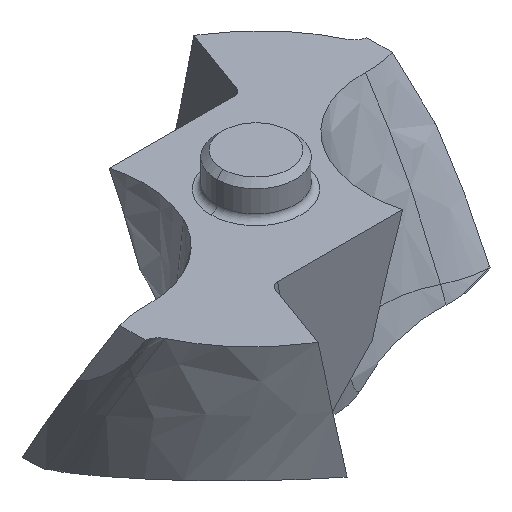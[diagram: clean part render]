
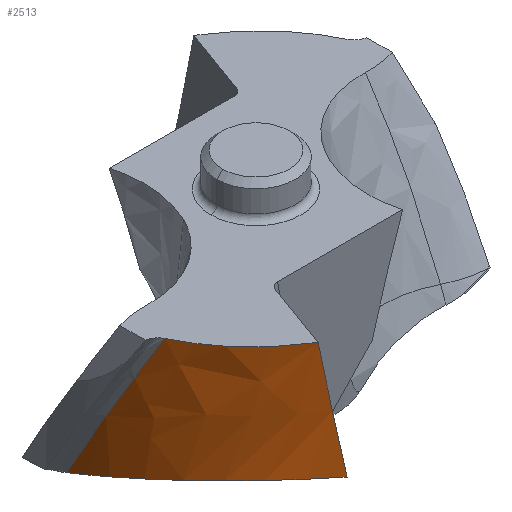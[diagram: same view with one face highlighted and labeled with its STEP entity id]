
A CAD part, isometric view. The second image highlights one B-rep face of the part: STEP entity #2513.
In plain terms, the highlighted free-form (B-spline) face has degree [3, 3] with [7, 5] control points.
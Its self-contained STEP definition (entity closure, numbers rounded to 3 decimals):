
#218=CARTESIAN_POINT('',(-2.57,-4.136,
0.));
#219=CARTESIAN_POINT('',(-2.885,-3.946,
0.));
#220=CARTESIAN_POINT('',(-3.622,-3.379,
0.));
#221=CARTESIAN_POINT('',(-4.172,-2.62,
0.));
#222=CARTESIAN_POINT('',(-4.415,-2.122,
0.));
#962=CARTESIAN_POINT('',(-4.899,-0.125,
-3.683));
#994=CARTESIAN_POINT('',(-2.085,-4.381,
-3.059));
#995=CARTESIAN_POINT('',(-2.239,-4.309,
-3.031));
#996=CARTESIAN_POINT('',(-2.536,-4.151,
-2.983));
#997=CARTESIAN_POINT('',(-2.948,-3.879,
-2.939));
#998=CARTESIAN_POINT('',(-3.323,-3.572,
-2.921));
#999=CARTESIAN_POINT('',(-3.663,-3.234,
-2.929));
#1000=CARTESIAN_POINT('',(-3.971,-2.858,
-2.962));
#1001=CARTESIAN_POINT('',(-4.243,-2.45,
-3.021));
#1002=CARTESIAN_POINT('',(-4.48,-1.995,
-3.111));
#1003=CARTESIAN_POINT('',(-4.647,-1.571,
-3.215));
#1004=CARTESIAN_POINT('',(-4.778,-1.123,
-3.34));
#1005=CARTESIAN_POINT('',(-4.867,-0.643,
-3.494));
#1006=CARTESIAN_POINT('',(-4.895,-0.301,
-3.616));
#1007=CARTESIAN_POINT('',(-4.899,-0.125,
-3.683));
#1012=CARTESIAN_POINT('',(-4.899,-0.125,
-3.683));
#1013=CARTESIAN_POINT('',(-4.892,-0.512,
-2.966));
#1014=CARTESIAN_POINT('',(-4.794,-1.189,
-1.738));
#1015=CARTESIAN_POINT('',(-4.544,-1.853,
-0.511));
#1016=CARTESIAN_POINT('',(-4.415,-2.122,
0.));
#1021=CARTESIAN_POINT('',(-2.57,-4.136,
0.));
#1022=CARTESIAN_POINT('',(-2.541,-4.146,
-0.171));
#1023=CARTESIAN_POINT('',(-2.486,-4.164,
-0.5));
#1024=CARTESIAN_POINT('',(-2.409,-4.193,
-0.967));
#1025=CARTESIAN_POINT('',(-2.344,-4.22,
-1.366));
#1026=CARTESIAN_POINT('',(-2.275,-4.253,
-1.799));
#1027=CARTESIAN_POINT('',(-2.202,-4.294,
-2.267));
#1028=CARTESIAN_POINT('',(-2.139,-4.336,
-2.681));
#1029=CARTESIAN_POINT('',(-2.102,-4.366,
-2.937));
#1030=CARTESIAN_POINT('',(-2.085,-4.381,
-3.059));
#1281=CARTESIAN_POINT('',(-2.57,-4.136,
0.));
#1282=VERTEX_POINT('',#1281);
#1283=VERTEX_POINT('',#222);
#1315=VERTEX_POINT('',#962);
#1316=VERTEX_POINT('',#994);
#2470=CARTESIAN_POINT('',(-2.271,-4.335,
-3.72));
#2471=CARTESIAN_POINT('',(-1.98,-4.428,
-2.991));
#2472=CARTESIAN_POINT('',(-1.388,-4.602,
-1.739));
#2473=CARTESIAN_POINT('',(-0.64,-4.762,
-0.488));
#2474=CARTESIAN_POINT('',(-0.301,-4.822,
0.035));
#2475=CARTESIAN_POINT('',(-2.316,-4.312,
-3.72));
#2476=CARTESIAN_POINT('',(-2.025,-4.409,
-2.991));
#2477=CARTESIAN_POINT('',(-1.436,-4.59,
-1.739));
#2478=CARTESIAN_POINT('',(-0.689,-4.757,
-0.488));
#2479=CARTESIAN_POINT('',(-0.351,-4.82,
0.035));
#2480=CARTESIAN_POINT('',(-2.857,-4.019,
-3.72));
#2481=CARTESIAN_POINT('',(-2.578,-4.166,
-2.991));
#2482=CARTESIAN_POINT('',(-2.01,-4.433,
-1.739));
#2483=CARTESIAN_POINT('',(-1.284,-4.686,
-0.488));
#2484=CARTESIAN_POINT('',(-0.955,-4.784,
0.035));
#2485=CARTESIAN_POINT('',(-3.783,-3.263,
-3.72));
#2486=CARTESIAN_POINT('',(-3.546,-3.501,
-2.991));
#2487=CARTESIAN_POINT('',(-3.049,-3.923,
-1.739));
#2488=CARTESIAN_POINT('',(-2.395,-4.331,
-0.488));
#2489=CARTESIAN_POINT('',(-2.096,-4.494,
0.035));
#2490=CARTESIAN_POINT('',(-4.675,-1.777,
-3.72));
#2491=CARTESIAN_POINT('',(-4.54,-2.117,
-2.991));
#2492=CARTESIAN_POINT('',(-4.217,-2.716,
-1.739));
#2493=CARTESIAN_POINT('',(-3.737,-3.302,
-0.488));
#2494=CARTESIAN_POINT('',(-3.51,-3.539,
0.035));
#2495=CARTESIAN_POINT('',(-4.894,-0.635,
-3.72));
#2496=CARTESIAN_POINT('',(-4.846,-1.017,
-2.991));
#2497=CARTESIAN_POINT('',(-4.674,-1.687,
-1.739));
#2498=CARTESIAN_POINT('',(-4.345,-2.344,
-0.488));
#2499=CARTESIAN_POINT('',(-4.181,-2.61,
0.035));
#2500=CARTESIAN_POINT('',(-4.9,-0.054,
-3.72));
#2501=CARTESIAN_POINT('',(-4.899,-0.449,
-2.991));
#2502=CARTESIAN_POINT('',(-4.807,-1.141,
-1.739));
#2503=CARTESIAN_POINT('',(-4.558,-1.819,
-0.488));
#2504=CARTESIAN_POINT('',(-4.428,-2.095,
0.035));
#2505=B_SPLINE_SURFACE_WITH_KNOTS('',3,3,((#2470,#2471,#2472,#2473,#2474),
(#2475,#2476,#2477,#2478,#2479),(#2480,#2481,#2482,#2483,#2484),(#2485,#2486,
#2487,#2488,#2489),(#2490,#2491,#2492,#2493,#2494),(#2495,#2496,#2497,#2498,
#2499),(#2500,#2501,#2502,#2503,#2504)),.UNSPECIFIED.,.F.,.F.,.F.,(4,1,1,1,4),
(4,1,4),(0.228,0.25,0.5,0.75,1.008),(
0.092,2.618,4.428),.UNSPECIFIED.);
#2506=ORIENTED_EDGE('',*,*,#1888,.T.);
#2507=ORIENTED_EDGE('',*,*,#2461,.T.);
#2508=ORIENTED_EDGE('',*,*,#1576,.F.);
#2510=ORIENTED_EDGE('',*,*,#2509,.T.);
#2511=EDGE_LOOP('',(#2506,#2507,#2508,#2510));
#2512=FACE_OUTER_BOUND('',#2511,.F.);
#223=B_SPLINE_CURVE_WITH_KNOTS('',3,(#218,#219,#220,#221,#222),.UNSPECIFIED.,
.F.,.F.,(4,1,4),(0.,0.399,1.),.UNSPECIFIED.);
#1008=B_SPLINE_CURVE_WITH_KNOTS('',3,(#994,#995,#996,#997,#998,#999,#1000,#1001,
#1002,#1003,#1004,#1005,#1006,#1007),.UNSPECIFIED.,.F.,.F.,(4,1,1,1,1,1,1,1,1,1,
1,4),(0.,0.091,0.182,0.273,
0.364,0.455,0.545,0.636,
0.727,0.818,0.909,1.),.UNSPECIFIED.);
#1017=B_SPLINE_CURVE_WITH_KNOTS('',3,(#1012,#1013,#1014,#1015,#1016),
.UNSPECIFIED.,.F.,.F.,(4,1,4),(0.,0.584,1.),.UNSPECIFIED.);
#1031=B_SPLINE_CURVE_WITH_KNOTS('',3,(#1021,#1022,#1023,#1024,#1025,#1026,#1027,
#1028,#1029,#1030),.UNSPECIFIED.,.F.,.F.,(4,1,1,1,1,1,1,4),(0.,
0.143,0.286,0.429,0.571,
0.714,0.857,1.),.UNSPECIFIED.);
#1576=EDGE_CURVE('',#1282,#1283,#223,.T.);
#1888=EDGE_CURVE('',#1316,#1315,#1008,.T.);
#2461=EDGE_CURVE('',#1315,#1283,#1017,.T.);
#2509=EDGE_CURVE('',#1282,#1316,#1031,.T.);
#2513=ADVANCED_FACE('',(#2512),#2505,.F.);
